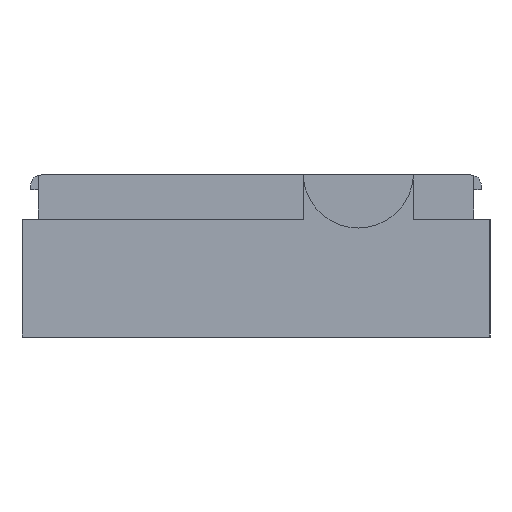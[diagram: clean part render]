
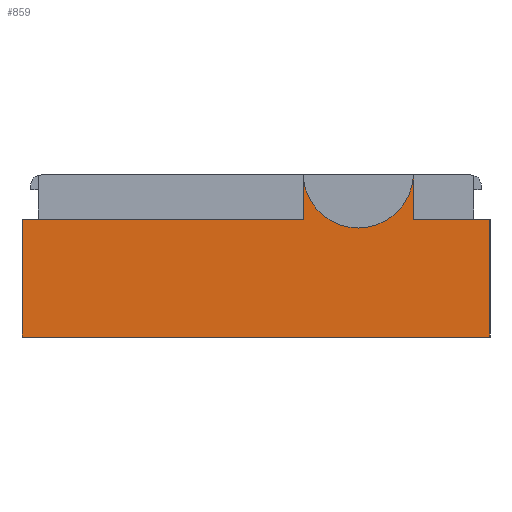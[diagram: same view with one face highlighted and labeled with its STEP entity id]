
A CAD part, left-side view. The second image highlights one B-rep face of the part: STEP entity #859.
In plain terms, the highlighted planar face has unit normal (-1, 0, 0).
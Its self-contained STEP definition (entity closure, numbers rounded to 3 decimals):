
#97 = CARTESIAN_POINT ( 'NONE',  ( -17.258, 15.551, 33.216 ) ) ;
#178 = LINE ( 'NONE', #1581, #3967 ) ;
#240 = PLANE ( 'NONE',  #3900 ) ;
#264 = CARTESIAN_POINT ( 'NONE',  ( -17.258, 24.491, 44.366 ) ) ;
#348 = VERTEX_POINT ( 'NONE', #5141 ) ;
#404 = VECTOR ( 'NONE', #2285, 1000. ) ;
#457 = LINE ( 'NONE', #1300, #404 ) ;
#464 = DIRECTION ( 'NONE',  ( 0., -1., 0. ) ) ;
#507 = VERTEX_POINT ( 'NONE', #2481 ) ;
#729 = FACE_OUTER_BOUND ( 'NONE', #2409, .T. ) ;
#782 = CARTESIAN_POINT ( 'NONE',  ( -17.258, 28.238, 41.216 ) ) ;
#785 = DIRECTION ( 'NONE',  ( 0., 0., -1. ) ) ;
#859 = ADVANCED_FACE ( 'NONE', ( #729 ), #240, .F. ) ;
#1098 = EDGE_CURVE ( 'NONE', #507, #2018, #178, .T. ) ;
#1163 = EDGE_CURVE ( 'NONE', #4812, #3544, #2429, .T. ) ;
#1178 = EDGE_CURVE ( 'NONE', #3544, #2018, #4550, .T. ) ;
#1253 = VERTEX_POINT ( 'NONE', #3683 ) ;
#1293 = LINE ( 'NONE', #4049, #4066 ) ;
#1300 = CARTESIAN_POINT ( 'NONE',  ( -17.258, 15.551, 33.216 ) ) ;
#1451 = DIRECTION ( 'NONE',  ( 0., 1., 0. ) ) ;
#1581 = CARTESIAN_POINT ( 'NONE',  ( -17.258, 20.744, 41.216 ) ) ;
#1617 = ORIENTED_EDGE ( 'NONE', *, *, #4784, .F. ) ;
#1803 = VERTEX_POINT ( 'NONE', #2894 ) ;
#1825 = ORIENTED_EDGE ( 'NONE', *, *, #1178, .F. ) ;
#1862 = LINE ( 'NONE', #97, #3373 ) ;
#1920 = VECTOR ( 'NONE', #1949, 1000. ) ;
#1949 = DIRECTION ( 'NONE',  ( 0., -1., 0. ) ) ;
#2018 = VERTEX_POINT ( 'NONE', #4165 ) ;
#2045 = VECTOR ( 'NONE', #3818, 1000. ) ;
#2156 = ORIENTED_EDGE ( 'NONE', *, *, #1163, .F. ) ;
#2285 = DIRECTION ( 'NONE',  ( 0., 0., 1. ) ) ;
#2409 = EDGE_LOOP ( 'NONE', ( #3060, #5558, #1825, #2156, #1617, #2901, #3769, #3363 ) ) ;
#2429 = LINE ( 'NONE', #4234, #2045 ) ;
#2481 = CARTESIAN_POINT ( 'NONE',  ( -17.258, 20.744, 41.216 ) ) ;
#2551 = CARTESIAN_POINT ( 'NONE',  ( -17.258, 28.238, 41.216 ) ) ;
#2769 = CARTESIAN_POINT ( 'NONE',  ( -17.258, 15.551, 41.216 ) ) ;
#2828 = LINE ( 'NONE', #2769, #1920 ) ;
#2894 = CARTESIAN_POINT ( 'NONE',  ( -17.258, 47.321, 41.216 ) ) ;
#2901 = ORIENTED_EDGE ( 'NONE', *, *, #3332, .F. ) ;
#2942 = CARTESIAN_POINT ( 'NONE',  ( -17.258, 15.551, 41.216 ) ) ;
#3029 = DIRECTION ( 'NONE',  ( -1., 0., 0. ) ) ;
#3035 = CARTESIAN_POINT ( 'NONE',  ( -17.258, 15.551, 33.216 ) ) ;
#3060 = ORIENTED_EDGE ( 'NONE', *, *, #4025, .F. ) ;
#3198 = AXIS2_PLACEMENT_3D ( 'NONE', #264, #3029, #4472 ) ;
#3332 = EDGE_CURVE ( 'NONE', #348, #1803, #1293, .T. ) ;
#3363 = ORIENTED_EDGE ( 'NONE', *, *, #5250, .T. ) ;
#3373 = VECTOR ( 'NONE', #1451, 1000. ) ;
#3544 = VERTEX_POINT ( 'NONE', #4763 ) ;
#3586 = VERTEX_POINT ( 'NONE', #2942 ) ;
#3683 = CARTESIAN_POINT ( 'NONE',  ( -17.258, 15.551, 33.216 ) ) ;
#3769 = ORIENTED_EDGE ( 'NONE', *, *, #4361, .F. ) ;
#3818 = DIRECTION ( 'NONE',  ( 0., 0., 1. ) ) ;
#3878 = LINE ( 'NONE', #2551, #5027 ) ;
#3900 = AXIS2_PLACEMENT_3D ( 'NONE', #3035, #5336, #785 ) ;
#3967 = VECTOR ( 'NONE', #4668, 1000. ) ;
#4025 = EDGE_CURVE ( 'NONE', #507, #3586, #2828, .T. ) ;
#4049 = CARTESIAN_POINT ( 'NONE',  ( -17.258, 47.321, 33.216 ) ) ;
#4066 = VECTOR ( 'NONE', #5951, 1000. ) ;
#4165 = CARTESIAN_POINT ( 'NONE',  ( -17.258, 20.744, 44.216 ) ) ;
#4234 = CARTESIAN_POINT ( 'NONE',  ( -17.258, 28.238, 41.216 ) ) ;
#4361 = EDGE_CURVE ( 'NONE', #1253, #348, #1862, .T. ) ;
#4472 = DIRECTION ( 'NONE',  ( 0., 0., 1. ) ) ;
#4550 = CIRCLE ( 'NONE', #3198, 3.75 ) ;
#4668 = DIRECTION ( 'NONE',  ( 0., 0., 1. ) ) ;
#4763 = CARTESIAN_POINT ( 'NONE',  ( -17.258, 28.238, 44.216 ) ) ;
#4784 = EDGE_CURVE ( 'NONE', #1803, #4812, #3878, .T. ) ;
#4812 = VERTEX_POINT ( 'NONE', #782 ) ;
#5027 = VECTOR ( 'NONE', #464, 1000. ) ;
#5141 = CARTESIAN_POINT ( 'NONE',  ( -17.258, 47.321, 33.216 ) ) ;
#5250 = EDGE_CURVE ( 'NONE', #1253, #3586, #457, .T. ) ;
#5336 = DIRECTION ( 'NONE',  ( 1., 0., 0. ) ) ;
#5558 = ORIENTED_EDGE ( 'NONE', *, *, #1098, .T. ) ;
#5951 = DIRECTION ( 'NONE',  ( 0., 0., 1. ) ) ;
